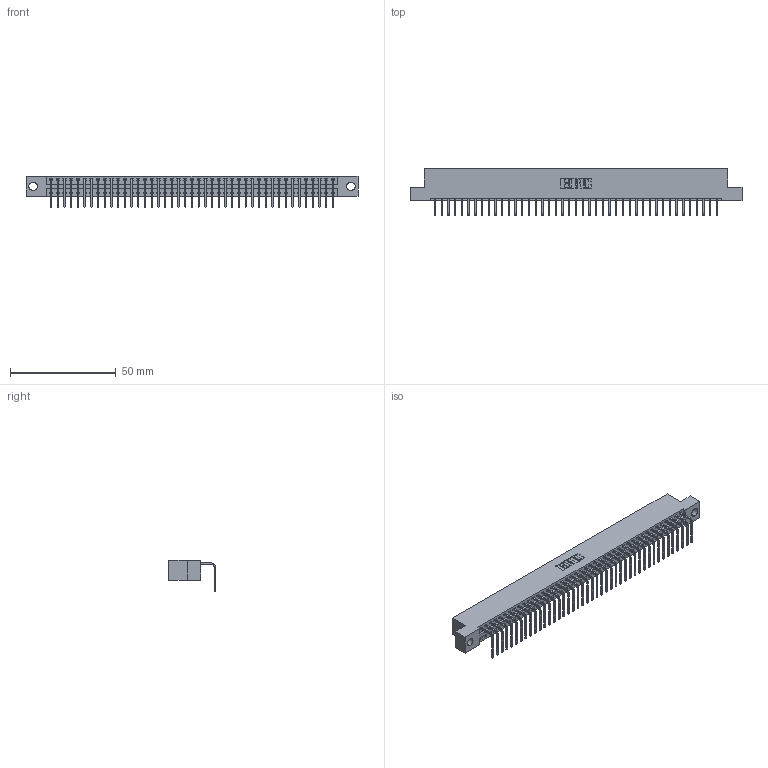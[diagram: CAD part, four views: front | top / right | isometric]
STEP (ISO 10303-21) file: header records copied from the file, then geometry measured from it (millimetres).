
FILE_DESCRIPTION (( 'STEP AP203' ), '1' );
FILE_NAME ('346-043-558-104.STEP', '2022-05-09T16:09:03', ( '' ), ( '' ), 'SwSTEP 2.0', 'SolidWorks 2020', '' );
FILE_SCHEMA (( 'CONFIG_CONTROL_DESIGN' ));
Length unit declared in the file: inch
Products named in the file (3): 345-292-001_558 Tail - 2; 346-043-558-104; 346 Part_Flush Mounting Lugs - 0.156 Dia-TH
Assembly tree (44 placements, depth 2):
  346-043-558-104
    346 Part_Flush Mounting Lugs - 0.156 Dia-TH
    345-292-001_558 Tail - 2  x43
Bounding box: 157.1 x 22.16 x 14.73 mm (x, y, z)
Volume: 15082.1 mm3; surface area: 19553.4 mm2
Topology: 44 solids, 44 shells, 2716 faces, 8191 edges, 5402 vertices
Faces by surface type: plane 1896, cylinder 820
Entity records: 27055 total; most frequent: CARTESIAN_POINT 4647, ORIENTED_EDGE 4622, DIRECTION 4097, EDGE_CURVE 2311, LINE 2007, VECTOR 2007, VERTEX_POINT 1538, AXIS2_PLACEMENT_3D 1045
